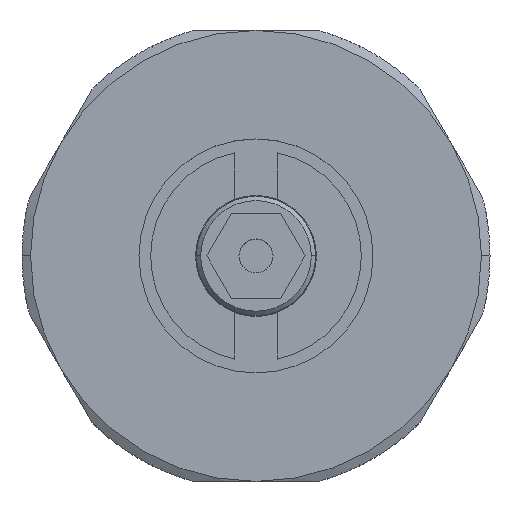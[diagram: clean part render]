
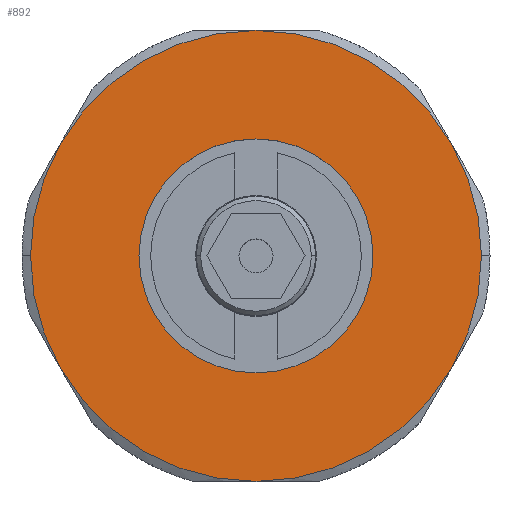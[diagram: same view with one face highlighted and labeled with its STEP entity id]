
A CAD part, top view. The second image highlights one B-rep face of the part: STEP entity #892.
In plain terms, the highlighted planar face has unit normal (0, 0, 1).
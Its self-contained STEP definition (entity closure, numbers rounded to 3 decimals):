
#892=ADVANCED_FACE('',(#1796,#1797),#1798,.T.);
#1796=FACE_BOUND('',#2707,.T.);
#1797=FACE_OUTER_BOUND('',#2708,.T.);
#1798=PLANE('',#2709);
#2707=EDGE_LOOP('',(#5500,#5501));
#2708=EDGE_LOOP('',(#5502,#5503,#5504,#5505,#5506,#5507,#5508,#5509));
#2709=AXIS2_PLACEMENT_3D('',#5510,#5511,#5512);
#5500=ORIENTED_EDGE('',*,*,#5761,.T.);
#5501=ORIENTED_EDGE('',*,*,#5870,.T.);
#5502=ORIENTED_EDGE('',*,*,#6140,.T.);
#5503=ORIENTED_EDGE('',*,*,#5732,.T.);
#5504=ORIENTED_EDGE('',*,*,#6022,.T.);
#5505=ORIENTED_EDGE('',*,*,#6729,.T.);
#5506=ORIENTED_EDGE('',*,*,#5663,.T.);
#5507=ORIENTED_EDGE('',*,*,#6574,.T.);
#5508=ORIENTED_EDGE('',*,*,#6454,.T.);
#5509=ORIENTED_EDGE('',*,*,#6297,.T.);
#5510=CARTESIAN_POINT('',(13.25,0.,58.6));
#5511=DIRECTION('',(-0.0,0.,1.0));
#5512=DIRECTION('',(1.0,0.0,0.0));
#5663=EDGE_CURVE('',#6830,#6827,#6831,.T.);
#5732=EDGE_CURVE('',#6921,#6961,#6963,.T.);
#5761=EDGE_CURVE('',#7016,#7013,#7017,.T.);
#5870=EDGE_CURVE('',#7013,#7016,#7175,.T.);
#6022=EDGE_CURVE('',#6961,#7402,#7404,.T.);
#6140=EDGE_CURVE('',#7561,#6921,#7562,.T.);
#6297=EDGE_CURVE('',#7796,#7561,#7797,.T.);
#6454=EDGE_CURVE('',#8031,#7796,#8032,.T.);
#6574=EDGE_CURVE('',#6827,#8031,#8191,.T.);
#6729=EDGE_CURVE('',#7402,#6830,#8421,.T.);
#6827=VERTEX_POINT('',#8698);
#6830=VERTEX_POINT('',#8702);
#6831=CIRCLE('',#8703,26.5);
#6921=VERTEX_POINT('',#9034);
#6961=VERTEX_POINT('',#9183);
#6963=CIRCLE('',#9196,26.5);
#7013=VERTEX_POINT('',#9368);
#7016=VERTEX_POINT('',#9372);
#7017=CIRCLE('',#9373,13.75);
#7175=CIRCLE('',#9576,13.75);
#7402=VERTEX_POINT('',#10293);
#7404=CIRCLE('',#10306,26.5);
#7561=VERTEX_POINT('',#10738);
#7562=CIRCLE('',#10739,26.5);
#7796=VERTEX_POINT('',#11487);
#7797=CIRCLE('',#11488,26.5);
#8031=VERTEX_POINT('',#12236);
#8032=CIRCLE('',#12237,26.5);
#8191=CIRCLE('',#12682,26.5);
#8421=CIRCLE('',#13415,26.5);
#8698=CARTESIAN_POINT('',(-26.5,0.,58.6));
#8702=CARTESIAN_POINT('',(-22.95,13.25,58.6));
#8703=AXIS2_PLACEMENT_3D('',#13687,#13688,#13689);
#9034=CARTESIAN_POINT('',(26.5,0.,58.6));
#9183=CARTESIAN_POINT('',(22.95,13.25,58.6));
#9196=AXIS2_PLACEMENT_3D('',#13760,#13761,#13762);
#9368=CARTESIAN_POINT('',(13.75,0.,58.6));
#9372=CARTESIAN_POINT('',(-13.75,0.,58.6));
#9373=AXIS2_PLACEMENT_3D('',#13791,#13792,#13793);
#9576=AXIS2_PLACEMENT_3D('',#13935,#13936,#13937);
#10293=CARTESIAN_POINT('',(0.0,26.5,58.6));
#10306=AXIS2_PLACEMENT_3D('',#14052,#14053,#14054);
#10738=CARTESIAN_POINT('',(22.95,-13.25,58.6));
#10739=AXIS2_PLACEMENT_3D('',#14137,#14138,#14139);
#11487=CARTESIAN_POINT('',(0.,-26.5,58.6));
#11488=AXIS2_PLACEMENT_3D('',#14259,#14260,#14261);
#12236=CARTESIAN_POINT('',(-22.95,-13.25,58.6));
#12237=AXIS2_PLACEMENT_3D('',#14381,#14382,#14383);
#12682=AXIS2_PLACEMENT_3D('',#14469,#14470,#14471);
#13415=AXIS2_PLACEMENT_3D('',#14588,#14589,#14590);
#13687=CARTESIAN_POINT('',(0.0,0.,58.6));
#13688=DIRECTION('',(-0.0,0.,1.0));
#13689=DIRECTION('',(1.0,0.0,0.0));
#13760=CARTESIAN_POINT('',(0.0,0.,58.6));
#13761=DIRECTION('',(-0.0,0.,1.0));
#13762=DIRECTION('',(1.0,0.0,0.0));
#13791=CARTESIAN_POINT('',(0.0,0.0,58.6));
#13792=DIRECTION('',(0.0,0.,-1.0));
#13793=DIRECTION('',(1.0,0.0,0.0));
#13935=CARTESIAN_POINT('',(0.0,0.0,58.6));
#13936=DIRECTION('',(0.0,0.,-1.0));
#13937=DIRECTION('',(1.0,0.0,0.0));
#14052=CARTESIAN_POINT('',(0.0,0.,58.6));
#14053=DIRECTION('',(-0.0,0.,1.0));
#14054=DIRECTION('',(1.0,0.0,0.0));
#14137=CARTESIAN_POINT('',(0.0,0.,58.6));
#14138=DIRECTION('',(-0.0,0.,1.0));
#14139=DIRECTION('',(1.0,0.0,0.0));
#14259=CARTESIAN_POINT('',(0.0,0.,58.6));
#14260=DIRECTION('',(-0.0,0.,1.0));
#14261=DIRECTION('',(1.0,0.0,0.0));
#14381=CARTESIAN_POINT('',(0.0,0.,58.6));
#14382=DIRECTION('',(-0.0,0.,1.0));
#14383=DIRECTION('',(1.0,0.0,0.0));
#14469=CARTESIAN_POINT('',(0.0,0.,58.6));
#14470=DIRECTION('',(-0.0,0.,1.0));
#14471=DIRECTION('',(1.0,0.0,0.0));
#14588=CARTESIAN_POINT('',(0.0,0.,58.6));
#14589=DIRECTION('',(-0.0,0.,1.0));
#14590=DIRECTION('',(1.0,0.0,0.0));
